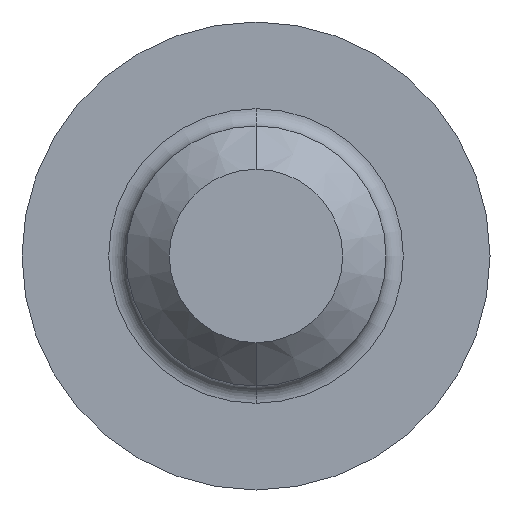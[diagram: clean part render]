
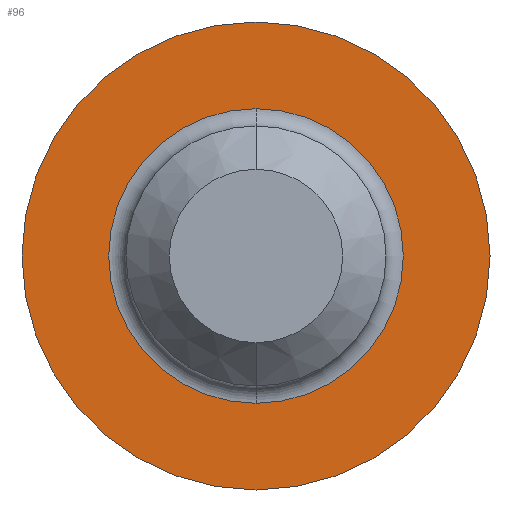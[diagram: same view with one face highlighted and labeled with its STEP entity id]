
A CAD part, front view. The second image highlights one B-rep face of the part: STEP entity #96.
In plain terms, the highlighted planar face has unit normal (0, -1, 0).
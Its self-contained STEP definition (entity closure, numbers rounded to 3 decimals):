
#17 = CIRCLE ( 'NONE', #417, 2.7 ) ;
#37 = FACE_OUTER_BOUND ( 'NONE', #273, .T. ) ;
#45 = DIRECTION ( 'NONE',  ( 0., 0., -1. ) ) ;
#96 = ADVANCED_FACE ( 'NONE', ( #122, #37 ), #306, .F. ) ;
#115 = CARTESIAN_POINT ( 'NONE',  ( 0., 8., -2.7 ) ) ;
#122 = FACE_BOUND ( 'NONE', #299, .T. ) ;
#157 = DIRECTION ( 'NONE',  ( 0., 0., 1. ) ) ;
#218 = DIRECTION ( 'NONE',  ( 0., 0., 1. ) ) ;
#227 = CIRCLE ( 'NONE', #521, 2.7 ) ;
#233 = DIRECTION ( 'NONE',  ( 0., 1., 0. ) ) ;
#252 = VERTEX_POINT ( 'NONE', #466 ) ;
#273 = EDGE_LOOP ( 'NONE', ( #495, #279 ) ) ;
#279 = ORIENTED_EDGE ( 'NONE', *, *, #671, .F. ) ;
#299 = EDGE_LOOP ( 'NONE', ( #535, #678 ) ) ;
#306 = PLANE ( 'NONE',  #312 ) ;
#312 = AXIS2_PLACEMENT_3D ( 'NONE', #548, #429, #157 ) ;
#318 = AXIS2_PLACEMENT_3D ( 'NONE', #575, #685, #457 ) ;
#382 = VERTEX_POINT ( 'NONE', #595 ) ;
#404 = VERTEX_POINT ( 'NONE', #115 ) ;
#416 = VERTEX_POINT ( 'NONE', #630 ) ;
#417 = AXIS2_PLACEMENT_3D ( 'NONE', #589, #448, #552 ) ;
#429 = DIRECTION ( 'NONE',  ( 0., 1., 0. ) ) ;
#448 = DIRECTION ( 'NONE',  ( 0., 1., 0. ) ) ;
#456 = CARTESIAN_POINT ( 'NONE',  ( 0., 8., 0. ) ) ;
#457 = DIRECTION ( 'NONE',  ( 0., 0., 1. ) ) ;
#466 = CARTESIAN_POINT ( 'NONE',  ( 0., 8., 1.7 ) ) ;
#483 = CARTESIAN_POINT ( 'NONE',  ( 0., 8., 0. ) ) ;
#494 = EDGE_CURVE ( 'NONE', #404, #416, #17, .T. ) ;
#495 = ORIENTED_EDGE ( 'NONE', *, *, #494, .F. ) ;
#496 = AXIS2_PLACEMENT_3D ( 'NONE', #483, #233, #218 ) ;
#504 = CIRCLE ( 'NONE', #496, 1.7 ) ;
#521 = AXIS2_PLACEMENT_3D ( 'NONE', #456, #537, #45 ) ;
#535 = ORIENTED_EDGE ( 'NONE', *, *, #597, .T. ) ;
#537 = DIRECTION ( 'NONE',  ( 0., 1., 0. ) ) ;
#548 = CARTESIAN_POINT ( 'NONE',  ( -2.7, 8., 0. ) ) ;
#552 = DIRECTION ( 'NONE',  ( 0., 0., -1. ) ) ;
#575 = CARTESIAN_POINT ( 'NONE',  ( 0., 8., 0. ) ) ;
#589 = CARTESIAN_POINT ( 'NONE',  ( 0., 8., 0. ) ) ;
#595 = CARTESIAN_POINT ( 'NONE',  ( 0., 8., -1.7 ) ) ;
#597 = EDGE_CURVE ( 'NONE', #252, #382, #624, .T. ) ;
#624 = CIRCLE ( 'NONE', #318, 1.7 ) ;
#630 = CARTESIAN_POINT ( 'NONE',  ( 0., 8., 2.7 ) ) ;
#645 = EDGE_CURVE ( 'NONE', #382, #252, #504, .T. ) ;
#671 = EDGE_CURVE ( 'NONE', #416, #404, #227, .T. ) ;
#678 = ORIENTED_EDGE ( 'NONE', *, *, #645, .T. ) ;
#685 = DIRECTION ( 'NONE',  ( 0., 1., 0. ) ) ;
